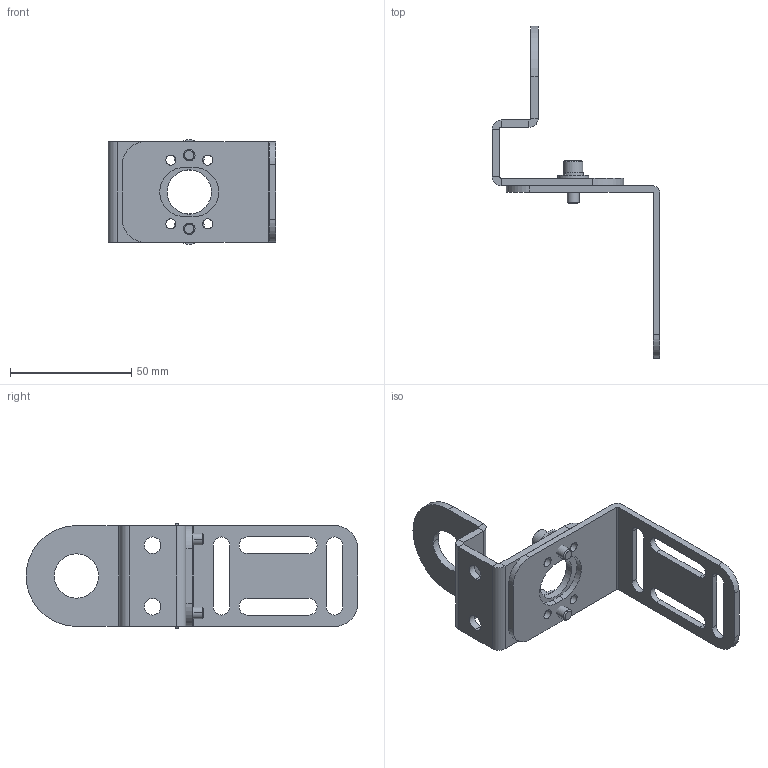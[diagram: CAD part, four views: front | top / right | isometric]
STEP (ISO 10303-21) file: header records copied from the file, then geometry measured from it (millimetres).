
FILE_DESCRIPTION((''),'2;1');
FILE_NAME('156740_ASM','2011-12-01T',('banengservice'),('BANNER ENGINEERING'),'PRO/ENGINEER BY PARAMETRIC TECHNOLOGY CORPORATION, 2009141','PRO/ENGINEER BY PARAMETRIC TECHNOLOGY CORPORATION, 2009141','');
FILE_SCHEMA(('CONFIG_CONTROL_DESIGN'));
Length unit declared in the file: inch
Products named in the file (7): 52515; 70616; 37222; 37221; 10X1_2_HEX_SHCS; 69726_ASM; 156740_ASM
Assembly tree (9 placements, depth 3):
  156740_ASM
    69726_ASM
      52515
      70616
      37222  x2
      37221  x2
      10X1_2_HEX_SHCS  x2
Bounding box: 69.34 x 137.16 x 43.18 mm (x, y, z)
Volume: 24664.6 mm3; surface area: 22204.4 mm2
Topology: 8 solids, 8 shells, 162 faces, 394 edges, 252 vertices
Faces by surface type: cylinder 81, plane 73, cone 8
Entity records: 4296 total; most frequent: DIRECTION 790, CARTESIAN_POINT 700, ORIENTED_EDGE 664, EDGE_CURVE 332, AXIS2_PLACEMENT_3D 302, VERTEX_POINT 212, VECTOR 186, LINE 186
